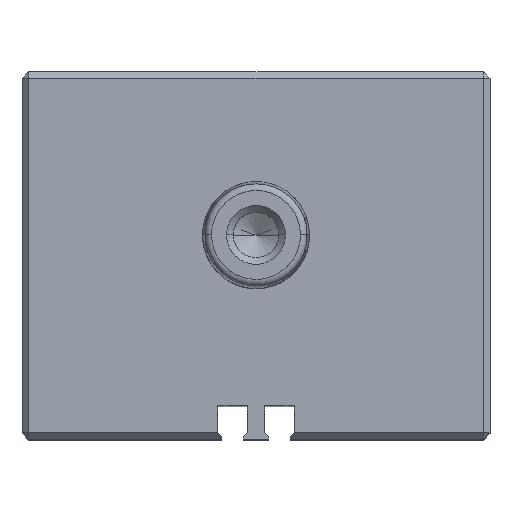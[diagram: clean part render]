
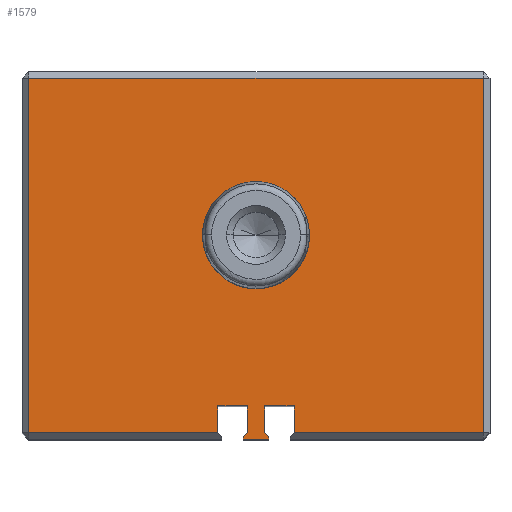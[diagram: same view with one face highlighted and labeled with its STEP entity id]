
A CAD part, top view. The second image highlights one B-rep face of the part: STEP entity #1579.
In plain terms, the highlighted planar face has unit normal (0, 0, 1).
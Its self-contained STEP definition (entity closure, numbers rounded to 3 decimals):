
#593=CARTESIAN_POINT('Vertex',(-5.7,-29.5,0.)) ;
#596=CARTESIAN_POINT('Line Origine',(-19.85,-29.5,0.)) ;
#600=CARTESIAN_POINT('Vertex',(-34.,-29.5,0.)) ;
#1393=CARTESIAN_POINT('Axis2P3D Location',(0.,-3.,0.)) ;
#1398=CARTESIAN_POINT('Line Origine',(5.7,-27.5,0.)) ;
#1402=CARTESIAN_POINT('Vertex',(5.7,-29.5,0.)) ;
#1404=CARTESIAN_POINT('Vertex',(5.7,-25.5,0.)) ;
#1407=CARTESIAN_POINT('Line Origine',(19.85,-29.5,0.)) ;
#1411=CARTESIAN_POINT('Vertex',(34.,-29.5,0.)) ;
#1414=CARTESIAN_POINT('Line Origine',(34.,-3.,0.)) ;
#1418=CARTESIAN_POINT('Vertex',(34.,23.5,0.)) ;
#1421=CARTESIAN_POINT('Line Origine',(0.,23.5,0.)) ;
#1425=CARTESIAN_POINT('Vertex',(-34.,23.5,0.)) ;
#1428=CARTESIAN_POINT('Line Origine',(-34.,-3.,0.)) ;
#1433=CARTESIAN_POINT('Line Origine',(-5.7,-27.5,0.)) ;
#1437=CARTESIAN_POINT('Vertex',(-5.7,-25.5,0.)) ;
#1440=CARTESIAN_POINT('Line Origine',(-3.5,-25.5,0.)) ;
#1444=CARTESIAN_POINT('Vertex',(-1.3,-25.5,0.)) ;
#1447=CARTESIAN_POINT('Line Origine',(-1.3,-27.5,0.)) ;
#1451=CARTESIAN_POINT('Vertex',(-1.3,-29.5,0.)) ;
#1454=CARTESIAN_POINT('Line Origine',(-1.6,-29.8,0.)) ;
#1458=CARTESIAN_POINT('Vertex',(-1.9,-30.1,0.)) ;
#1461=CARTESIAN_POINT('Line Origine',(-1.9,-30.3,0.)) ;
#1465=CARTESIAN_POINT('Vertex',(-1.9,-30.5,0.)) ;
#1468=CARTESIAN_POINT('Line Origine',(0.,-30.5,0.)) ;
#1472=CARTESIAN_POINT('Vertex',(1.9,-30.5,0.)) ;
#1475=CARTESIAN_POINT('Line Origine',(1.9,-30.3,0.)) ;
#1479=CARTESIAN_POINT('Vertex',(1.9,-30.1,0.)) ;
#1482=CARTESIAN_POINT('Line Origine',(1.6,-29.8,0.)) ;
#1486=CARTESIAN_POINT('Vertex',(1.3,-29.5,0.)) ;
#1489=CARTESIAN_POINT('Line Origine',(1.3,-27.5,0.)) ;
#1493=CARTESIAN_POINT('Vertex',(1.3,-25.5,0.)) ;
#1496=CARTESIAN_POINT('Line Origine',(3.5,-25.5,0.)) ;
#1520=CARTESIAN_POINT('Control Point',(8.,0.,0.)) ;
#1521=CARTESIAN_POINT('Control Point',(8.,-0.831,0.)) ;
#1522=CARTESIAN_POINT('Control Point',(7.892,-1.663,0.)) ;
#1523=CARTESIAN_POINT('Control Point',(7.676,-2.475,0.)) ;
#1524=CARTESIAN_POINT('Control Point',(7.038,-4.026,0.)) ;
#1525=CARTESIAN_POINT('Control Point',(6.025,-5.362,0.)) ;
#1526=CARTESIAN_POINT('Control Point',(5.434,-5.96,0.)) ;
#1527=CARTESIAN_POINT('Control Point',(4.11,-6.989,0.)) ;
#1528=CARTESIAN_POINT('Control Point',(2.567,-7.646,0.)) ;
#1529=CARTESIAN_POINT('Control Point',(1.757,-7.872,0.)) ;
#1530=CARTESIAN_POINT('Control Point',(0.097,-8.107,0.)) ;
#1531=CARTESIAN_POINT('Control Point',(-1.568,-7.911,0.)) ;
#1532=CARTESIAN_POINT('Control Point',(-2.384,-7.705,0.)) ;
#1533=CARTESIAN_POINT('Control Point',(-3.942,-7.085,0.)) ;
#1534=CARTESIAN_POINT('Control Point',(-5.29,-6.088,0.)) ;
#1535=CARTESIAN_POINT('Control Point',(-5.895,-5.504,0.)) ;
#1536=CARTESIAN_POINT('Control Point',(-6.94,-4.193,0.)) ;
#1537=CARTESIAN_POINT('Control Point',(-7.615,-2.658,0.)) ;
#1538=CARTESIAN_POINT('Control Point',(-7.85,-1.851,0.)) ;
#1539=CARTESIAN_POINT('Control Point',(-7.984,-0.984,0.)) ;
#1540=CARTESIAN_POINT('Control Point',(-7.999,-0.115,0.)) ;
#1541=CARTESIAN_POINT('Control Point',(-8.,-0.076,0.)) ;
#1542=CARTESIAN_POINT('Control Point',(-8.,-0.038,0.)) ;
#1543=CARTESIAN_POINT('Control Point',(-8.,0.,0.)) ;
#1544=CARTESIAN_POINT('Vertex',(8.,0.,0.)) ;
#1546=CARTESIAN_POINT('Vertex',(-8.,0.,0.)) ;
#1550=CARTESIAN_POINT('Control Point',(-8.,0.,0.)) ;
#1551=CARTESIAN_POINT('Control Point',(-8.,0.831,0.)) ;
#1552=CARTESIAN_POINT('Control Point',(-7.892,1.663,0.)) ;
#1553=CARTESIAN_POINT('Control Point',(-7.676,2.475,0.)) ;
#1554=CARTESIAN_POINT('Control Point',(-7.038,4.026,0.)) ;
#1555=CARTESIAN_POINT('Control Point',(-6.025,5.362,0.)) ;
#1556=CARTESIAN_POINT('Control Point',(-5.434,5.96,0.)) ;
#1557=CARTESIAN_POINT('Control Point',(-4.11,6.989,0.)) ;
#1558=CARTESIAN_POINT('Control Point',(-2.567,7.646,0.)) ;
#1559=CARTESIAN_POINT('Control Point',(-1.757,7.872,0.)) ;
#1560=CARTESIAN_POINT('Control Point',(-0.097,8.107,0.)) ;
#1561=CARTESIAN_POINT('Control Point',(1.568,7.911,0.)) ;
#1562=CARTESIAN_POINT('Control Point',(2.384,7.705,0.)) ;
#1563=CARTESIAN_POINT('Control Point',(3.942,7.085,0.)) ;
#1564=CARTESIAN_POINT('Control Point',(5.29,6.088,0.)) ;
#1565=CARTESIAN_POINT('Control Point',(5.895,5.504,0.)) ;
#1566=CARTESIAN_POINT('Control Point',(6.94,4.193,0.)) ;
#1567=CARTESIAN_POINT('Control Point',(7.615,2.658,0.)) ;
#1568=CARTESIAN_POINT('Control Point',(7.85,1.851,0.)) ;
#1569=CARTESIAN_POINT('Control Point',(7.984,0.984,0.)) ;
#1570=CARTESIAN_POINT('Control Point',(7.999,0.115,0.)) ;
#1571=CARTESIAN_POINT('Control Point',(8.,0.076,0.)) ;
#1572=CARTESIAN_POINT('Control Point',(8.,0.038,0.)) ;
#1573=CARTESIAN_POINT('Control Point',(8.,0.,0.)) ;
#597=DIRECTION('Vector Direction',(1.,0.,0.)) ;
#1394=DIRECTION('Axis2P3D Direction',(0.,0.,1.)) ;
#1395=DIRECTION('Axis2P3D XDirection',(1.,0.,0.)) ;
#1399=DIRECTION('Vector Direction',(0.,1.,0.)) ;
#1408=DIRECTION('Vector Direction',(1.,0.,0.)) ;
#1415=DIRECTION('Vector Direction',(0.,1.,0.)) ;
#1422=DIRECTION('Vector Direction',(-1.,0.,0.)) ;
#1429=DIRECTION('Vector Direction',(0.,-1.,0.)) ;
#1434=DIRECTION('Vector Direction',(0.,-1.,0.)) ;
#1441=DIRECTION('Vector Direction',(-1.,0.,0.)) ;
#1448=DIRECTION('Vector Direction',(0.,1.,0.)) ;
#1455=DIRECTION('Vector Direction',(-0.707,-0.707,0.)) ;
#1462=DIRECTION('Vector Direction',(0.,1.,0.)) ;
#1469=DIRECTION('Vector Direction',(-1.,0.,0.)) ;
#1476=DIRECTION('Vector Direction',(0.,-1.,0.)) ;
#1483=DIRECTION('Vector Direction',(-0.707,0.707,0.)) ;
#1490=DIRECTION('Vector Direction',(0.,-1.,0.)) ;
#1497=DIRECTION('Vector Direction',(-1.,0.,0.)) ;
#1396=AXIS2_PLACEMENT_3D('Plane Axis2P3D',#1393,#1394,#1395) ;
#1502=ORIENTED_EDGE('',*,*,#1406,.F.) ;
#1503=ORIENTED_EDGE('',*,*,#1413,.T.) ;
#1504=ORIENTED_EDGE('',*,*,#1420,.T.) ;
#1505=ORIENTED_EDGE('',*,*,#1427,.T.) ;
#1506=ORIENTED_EDGE('',*,*,#1432,.T.) ;
#1507=ORIENTED_EDGE('',*,*,#602,.T.) ;
#1508=ORIENTED_EDGE('',*,*,#1439,.F.) ;
#1509=ORIENTED_EDGE('',*,*,#1446,.F.) ;
#1510=ORIENTED_EDGE('',*,*,#1453,.F.) ;
#1511=ORIENTED_EDGE('',*,*,#1460,.T.) ;
#1512=ORIENTED_EDGE('',*,*,#1467,.F.) ;
#1513=ORIENTED_EDGE('',*,*,#1474,.F.) ;
#1514=ORIENTED_EDGE('',*,*,#1481,.F.) ;
#1515=ORIENTED_EDGE('',*,*,#1488,.T.) ;
#1516=ORIENTED_EDGE('',*,*,#1495,.F.) ;
#1517=ORIENTED_EDGE('',*,*,#1500,.F.) ;
#1576=ORIENTED_EDGE('',*,*,#1548,.T.) ;
#1577=ORIENTED_EDGE('',*,*,#1574,.T.) ;
#1578=FACE_BOUND('',#1575,.T.) ;
#598=VECTOR('Line Direction',#597,1.) ;
#1400=VECTOR('Line Direction',#1399,1.) ;
#1409=VECTOR('Line Direction',#1408,1.) ;
#1416=VECTOR('Line Direction',#1415,1.) ;
#1423=VECTOR('Line Direction',#1422,1.) ;
#1430=VECTOR('Line Direction',#1429,1.) ;
#1435=VECTOR('Line Direction',#1434,1.) ;
#1442=VECTOR('Line Direction',#1441,1.) ;
#1449=VECTOR('Line Direction',#1448,1.) ;
#1456=VECTOR('Line Direction',#1455,1.) ;
#1463=VECTOR('Line Direction',#1462,1.) ;
#1470=VECTOR('Line Direction',#1469,1.) ;
#1477=VECTOR('Line Direction',#1476,1.) ;
#1484=VECTOR('Line Direction',#1483,1.) ;
#1491=VECTOR('Line Direction',#1490,1.) ;
#1498=VECTOR('Line Direction',#1497,1.) ;
#1579=ADVANCED_FACE('',(#1518,#1578),#1397,.T.) ;
#1519=B_SPLINE_CURVE_WITH_KNOTS('',5,(#1520,#1521,#1522,#1523,#1524,#1525,#1526,#1527,#1528,#1529,#1530,#1531,#1532,#1533,#1534,#1535,#1536,#1537,#1538,#1539,#1540,#1541,#1542,#1543),.UNSPECIFIED.,.F.,.U.,(6,3,3,3,3,3,3,6),(0.,5.879,11.757,17.636,23.515,29.393,35.272,35.543),.UNSPECIFIED.) ;
#1549=B_SPLINE_CURVE_WITH_KNOTS('',5,(#1550,#1551,#1552,#1553,#1554,#1555,#1556,#1557,#1558,#1559,#1560,#1561,#1562,#1563,#1564,#1565,#1566,#1567,#1568,#1569,#1570,#1571,#1572,#1573),.UNSPECIFIED.,.F.,.U.,(6,3,3,3,3,3,3,6),(0.,5.879,11.757,17.636,23.515,29.393,35.272,35.543),.UNSPECIFIED.) ;
#602=EDGE_CURVE('',#601,#594,#599,.T.) ;
#1406=EDGE_CURVE('',#1403,#1405,#1401,.T.) ;
#1413=EDGE_CURVE('',#1403,#1412,#1410,.T.) ;
#1420=EDGE_CURVE('',#1412,#1419,#1417,.T.) ;
#1427=EDGE_CURVE('',#1419,#1426,#1424,.T.) ;
#1432=EDGE_CURVE('',#1426,#601,#1431,.T.) ;
#1439=EDGE_CURVE('',#1438,#594,#1436,.T.) ;
#1446=EDGE_CURVE('',#1445,#1438,#1443,.T.) ;
#1453=EDGE_CURVE('',#1452,#1445,#1450,.T.) ;
#1460=EDGE_CURVE('',#1452,#1459,#1457,.T.) ;
#1467=EDGE_CURVE('',#1466,#1459,#1464,.T.) ;
#1474=EDGE_CURVE('',#1473,#1466,#1471,.T.) ;
#1481=EDGE_CURVE('',#1480,#1473,#1478,.T.) ;
#1488=EDGE_CURVE('',#1480,#1487,#1485,.T.) ;
#1495=EDGE_CURVE('',#1494,#1487,#1492,.T.) ;
#1500=EDGE_CURVE('',#1405,#1494,#1499,.T.) ;
#1548=EDGE_CURVE('',#1545,#1547,#1519,.T.) ;
#1574=EDGE_CURVE('',#1547,#1545,#1549,.T.) ;
#1501=EDGE_LOOP('',(#1502,#1503,#1504,#1505,#1506,#1507,#1508,#1509,#1510,#1511,#1512,#1513,#1514,#1515,#1516,#1517)) ;
#1575=EDGE_LOOP('',(#1576,#1577)) ;
#1518=FACE_OUTER_BOUND('',#1501,.T.) ;
#599=LINE('Line',#596,#598) ;
#1401=LINE('Line',#1398,#1400) ;
#1410=LINE('Line',#1407,#1409) ;
#1417=LINE('Line',#1414,#1416) ;
#1424=LINE('Line',#1421,#1423) ;
#1431=LINE('Line',#1428,#1430) ;
#1436=LINE('Line',#1433,#1435) ;
#1443=LINE('Line',#1440,#1442) ;
#1450=LINE('Line',#1447,#1449) ;
#1457=LINE('Line',#1454,#1456) ;
#1464=LINE('Line',#1461,#1463) ;
#1471=LINE('Line',#1468,#1470) ;
#1478=LINE('Line',#1475,#1477) ;
#1485=LINE('Line',#1482,#1484) ;
#1492=LINE('Line',#1489,#1491) ;
#1499=LINE('Line',#1496,#1498) ;
#1397=PLANE('Plane',#1396) ;
#594=VERTEX_POINT('',#593) ;
#601=VERTEX_POINT('',#600) ;
#1403=VERTEX_POINT('',#1402) ;
#1405=VERTEX_POINT('',#1404) ;
#1412=VERTEX_POINT('',#1411) ;
#1419=VERTEX_POINT('',#1418) ;
#1426=VERTEX_POINT('',#1425) ;
#1438=VERTEX_POINT('',#1437) ;
#1445=VERTEX_POINT('',#1444) ;
#1452=VERTEX_POINT('',#1451) ;
#1459=VERTEX_POINT('',#1458) ;
#1466=VERTEX_POINT('',#1465) ;
#1473=VERTEX_POINT('',#1472) ;
#1480=VERTEX_POINT('',#1479) ;
#1487=VERTEX_POINT('',#1486) ;
#1494=VERTEX_POINT('',#1493) ;
#1545=VERTEX_POINT('',#1544) ;
#1547=VERTEX_POINT('',#1546) ;
